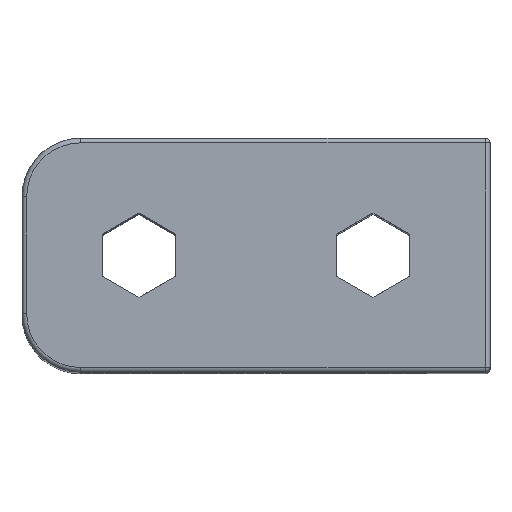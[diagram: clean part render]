
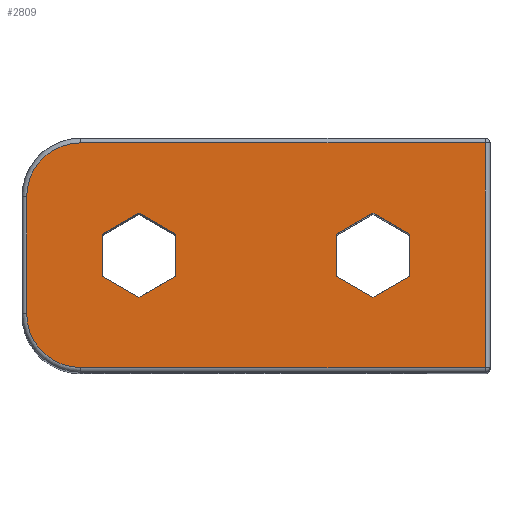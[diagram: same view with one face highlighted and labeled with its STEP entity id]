
A CAD part, top view. The second image highlights one B-rep face of the part: STEP entity #2809.
In plain terms, the highlighted planar face has unit normal (0, 0, 1).
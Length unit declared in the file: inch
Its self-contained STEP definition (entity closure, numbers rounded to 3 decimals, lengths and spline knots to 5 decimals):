
#39=FACE_BOUND('',#391,.T.);
#40=FACE_BOUND('',#392,.T.);
#76=CIRCLE('',#3032,0.115);
#80=CIRCLE('',#3038,0.115);
#243=FACE_OUTER_BOUND('',#390,.T.);
#390=EDGE_LOOP('',(#2537,#2538,#2539,#2540,#2541,#2542));
#391=EDGE_LOOP('',(#2543,#2544,#2545,#2546,#2547,#2548));
#392=EDGE_LOOP('',(#2549,#2550,#2551,#2552,#2553,#2554));
#460=LINE('',#3873,#773);
#471=LINE('',#3899,#784);
#472=LINE('',#3904,#785);
#475=LINE('',#3910,#788);
#477=LINE('',#3916,#790);
#480=LINE('',#3922,#793);
#486=LINE('',#3943,#799);
#495=LINE('',#3966,#808);
#504=LINE('',#3989,#817);
#515=LINE('',#4012,#828);
#526=LINE('',#4036,#839);
#540=LINE('',#4075,#853);
#744=LINE('',#4589,#1057);
#746=LINE('',#4601,#1059);
#748=LINE('',#4609,#1061);
#749=LINE('',#4611,#1062);
#773=VECTOR('',#3090,0.3937);
#784=VECTOR('',#3115,0.3937);
#785=VECTOR('',#3120,0.3937);
#788=VECTOR('',#3125,0.3937);
#790=VECTOR('',#3131,0.3937);
#793=VECTOR('',#3138,0.3937);
#799=VECTOR('',#3154,0.3937);
#808=VECTOR('',#3171,0.3937);
#817=VECTOR('',#3192,0.3937);
#828=VECTOR('',#3211,0.3937);
#839=VECTOR('',#3230,0.3937);
#853=VECTOR('',#3266,0.3937);
#1057=VECTOR('',#3754,0.3937);
#1059=VECTOR('',#3768,0.3937);
#1061=VECTOR('',#3780,0.3937);
#1062=VECTOR('',#3783,0.3937);
#1086=VERTEX_POINT('',#3870);
#1087=VERTEX_POINT('',#3872);
#1095=VERTEX_POINT('',#3897);
#1097=VERTEX_POINT('',#3903);
#1099=VERTEX_POINT('',#3909);
#1101=VERTEX_POINT('',#3915);
#1111=VERTEX_POINT('',#3940);
#1112=VERTEX_POINT('',#3942);
#1122=VERTEX_POINT('',#3964);
#1130=VERTEX_POINT('',#3987);
#1138=VERTEX_POINT('',#4011);
#1147=VERTEX_POINT('',#4034);
#1323=VERTEX_POINT('',#4568);
#1326=VERTEX_POINT('',#4577);
#1329=VERTEX_POINT('',#4587);
#1331=VERTEX_POINT('',#4593);
#1333=VERTEX_POINT('',#4599);
#1334=VERTEX_POINT('',#4604);
#1356=EDGE_CURVE('',#1087,#1086,#460,.T.);
#1370=EDGE_CURVE('',#1086,#1095,#471,.T.);
#1372=EDGE_CURVE('',#1097,#1087,#472,.T.);
#1375=EDGE_CURVE('',#1099,#1097,#475,.T.);
#1378=EDGE_CURVE('',#1101,#1099,#477,.T.);
#1382=EDGE_CURVE('',#1095,#1101,#480,.T.);
#1391=EDGE_CURVE('',#1112,#1111,#486,.T.);
#1402=EDGE_CURVE('',#1111,#1122,#495,.T.);
#1414=EDGE_CURVE('',#1122,#1130,#504,.T.);
#1425=EDGE_CURVE('',#1138,#1112,#515,.T.);
#1437=EDGE_CURVE('',#1130,#1147,#526,.T.);
#1457=EDGE_CURVE('',#1147,#1138,#540,.T.);
#1722=EDGE_CURVE('',#1329,#1326,#744,.T.);
#1725=EDGE_CURVE('',#1331,#1329,#76,.T.);
#1728=EDGE_CURVE('',#1333,#1331,#746,.T.);
#1731=EDGE_CURVE('',#1334,#1333,#80,.T.);
#1733=EDGE_CURVE('',#1323,#1334,#748,.T.);
#1734=EDGE_CURVE('',#1326,#1323,#749,.T.);
#2537=ORIENTED_EDGE('',*,*,#1722,.F.);
#2538=ORIENTED_EDGE('',*,*,#1725,.F.);
#2539=ORIENTED_EDGE('',*,*,#1728,.F.);
#2540=ORIENTED_EDGE('',*,*,#1731,.F.);
#2541=ORIENTED_EDGE('',*,*,#1733,.F.);
#2542=ORIENTED_EDGE('',*,*,#1734,.F.);
#2543=ORIENTED_EDGE('',*,*,#1372,.T.);
#2544=ORIENTED_EDGE('',*,*,#1356,.T.);
#2545=ORIENTED_EDGE('',*,*,#1370,.T.);
#2546=ORIENTED_EDGE('',*,*,#1382,.T.);
#2547=ORIENTED_EDGE('',*,*,#1378,.T.);
#2548=ORIENTED_EDGE('',*,*,#1375,.T.);
#2549=ORIENTED_EDGE('',*,*,#1414,.T.);
#2550=ORIENTED_EDGE('',*,*,#1437,.T.);
#2551=ORIENTED_EDGE('',*,*,#1457,.T.);
#2552=ORIENTED_EDGE('',*,*,#1425,.T.);
#2553=ORIENTED_EDGE('',*,*,#1391,.T.);
#2554=ORIENTED_EDGE('',*,*,#1402,.T.);
#2679=PLANE('',#3062);
#2809=ADVANCED_FACE('',(#243,#39,#40),#2679,.T.);
#3032=AXIS2_PLACEMENT_3D('',#4595,#3760,#3761);
#3038=AXIS2_PLACEMENT_3D('',#4606,#3774,#3775);
#3062=AXIS2_PLACEMENT_3D('',#4651,#3835,#3836);
#3090=DIRECTION('',(-0.866,0.5,0.));
#3115=DIRECTION('',(0.,1.,0.));
#3120=DIRECTION('',(-0.866,-0.5,0.));
#3125=DIRECTION('',(0.,-1.,0.));
#3131=DIRECTION('',(0.866,-0.5,0.));
#3138=DIRECTION('',(0.866,0.5,0.));
#3154=DIRECTION('',(-0.866,-0.5,0.));
#3171=DIRECTION('',(-0.866,0.5,0.));
#3192=DIRECTION('',(0.,1.,0.));
#3211=DIRECTION('',(0.,-1.,0.));
#3230=DIRECTION('',(0.866,0.5,0.));
#3266=DIRECTION('',(0.866,-0.5,0.));
#3754=DIRECTION('',(1.,0.,0.));
#3760=DIRECTION('center_axis',(0.,0.,-1.));
#3761=DIRECTION('ref_axis',(-0.707,0.707,0.));
#3768=DIRECTION('',(0.,1.,0.));
#3774=DIRECTION('center_axis',(0.,0.,-1.));
#3775=DIRECTION('ref_axis',(-0.707,-0.707,0.));
#3780=DIRECTION('',(-1.,0.,0.));
#3783=DIRECTION('',(0.,-1.,0.));
#3835=DIRECTION('center_axis',(0.,0.,1.));
#3836=DIRECTION('ref_axis',(1.,0.,0.));
#3870=CARTESIAN_POINT('',(0.172,-0.04503,1.));
#3872=CARTESIAN_POINT('',(0.25,-0.09007,1.));
#3873=CARTESIAN_POINT('',(0.13675,-0.02468,1.));
#3897=CARTESIAN_POINT('',(0.172,0.04503,1.));
#3899=CARTESIAN_POINT('',(0.172,-0.02252,1.));
#3903=CARTESIAN_POINT('',(0.328,-0.04503,1.));
#3904=CARTESIAN_POINT('',(0.21475,-0.11042,1.));
#3909=CARTESIAN_POINT('',(0.328,0.04503,1.));
#3910=CARTESIAN_POINT('',(0.328,0.02252,1.));
#3915=CARTESIAN_POINT('',(0.25,0.09007,1.));
#3916=CARTESIAN_POINT('',(0.17575,0.13293,1.));
#3922=CARTESIAN_POINT('',(0.09775,0.00217,1.));
#3940=CARTESIAN_POINT('',(-0.25,-0.09007,1.));
#3942=CARTESIAN_POINT('',(-0.172,-0.04503,1.));
#3943=CARTESIAN_POINT('',(-0.09775,-0.00217,1.));
#3964=CARTESIAN_POINT('',(-0.328,-0.04503,1.));
#3966=CARTESIAN_POINT('',(-0.17575,-0.13293,1.));
#3987=CARTESIAN_POINT('',(-0.328,0.04503,1.));
#3989=CARTESIAN_POINT('',(-0.328,-0.02252,1.));
#4011=CARTESIAN_POINT('',(-0.172,0.04503,1.));
#4012=CARTESIAN_POINT('',(-0.172,0.02252,1.));
#4034=CARTESIAN_POINT('',(-0.25,0.09007,1.));
#4036=CARTESIAN_POINT('',(-0.21475,0.11042,1.));
#4075=CARTESIAN_POINT('',(-0.13675,0.02468,1.));
#4568=CARTESIAN_POINT('',(0.49,-0.24,1.));
#4577=CARTESIAN_POINT('',(0.49,0.24,1.));
#4587=CARTESIAN_POINT('',(-0.375,0.24,1.));
#4589=CARTESIAN_POINT('',(0.25,0.24,1.));
#4593=CARTESIAN_POINT('',(-0.49,0.125,1.));
#4595=CARTESIAN_POINT('Origin',(-0.375,0.125,1.));
#4599=CARTESIAN_POINT('',(-0.49,-0.125,1.));
#4601=CARTESIAN_POINT('',(-0.49,0.125,1.));
#4604=CARTESIAN_POINT('',(-0.375,-0.24,1.));
#4606=CARTESIAN_POINT('Origin',(-0.375,-0.125,1.));
#4609=CARTESIAN_POINT('',(-0.25,-0.24,1.));
#4611=CARTESIAN_POINT('',(0.49,-0.125,1.));
#4651=CARTESIAN_POINT('Origin',(0.,0.,1.));
